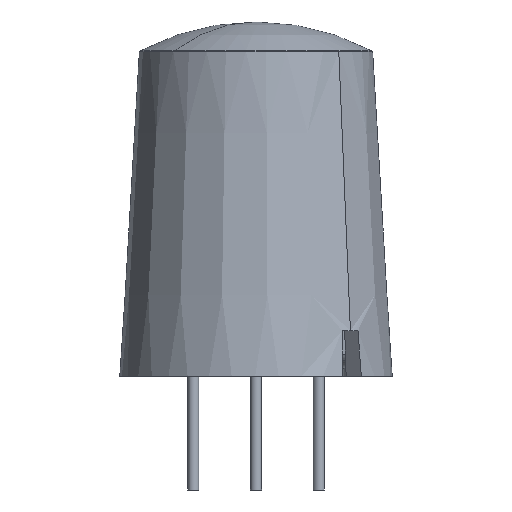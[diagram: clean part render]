
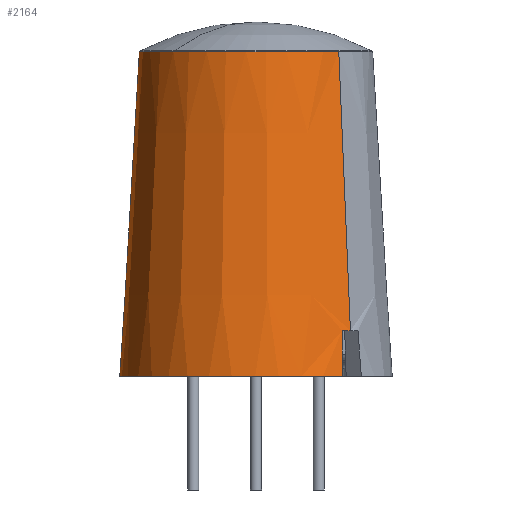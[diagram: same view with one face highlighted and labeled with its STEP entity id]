
A CAD part, left-side view. The second image highlights one B-rep face of the part: STEP entity #2164.
In plain terms, the highlighted conical face has half-angle 3.372 degrees and reference radius 4.74 mm.
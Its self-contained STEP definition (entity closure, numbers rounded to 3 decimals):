
#9 = B_SPLINE_CURVE_WITH_KNOTS ( 'NONE', 3,
 ( #7774, #13839, #13924, #6418 ),
 .UNSPECIFIED., .F., .F.,
 ( 4, 4 ),
 ( 0., 0.002 ),
 .UNSPECIFIED. ) ;
#15 = EDGE_CURVE ( 'NONE', #609, #2519, #10228, .T. ) ;
#253 = ORIENTED_EDGE ( 'NONE', *, *, #15357, .F. ) ;
#405 = DIRECTION ( 'NONE',  ( 0., 0., 1. ) ) ;
#532 = VERTEX_POINT ( 'NONE', #11752 ) ;
#609 = VERTEX_POINT ( 'NONE', #1946 ) ;
#976 = AXIS2_PLACEMENT_3D ( 'NONE', #3986, #5214, #13872 ) ;
#1946 = CARTESIAN_POINT ( 'NONE',  ( 3.823, 3.823, 0.95 ) ) ;
#1995 = ORIENTED_EDGE ( 'NONE', *, *, #4273, .F. ) ;
#2010 = CARTESIAN_POINT ( 'NONE',  ( 3.495, 4.266, -0.9 ) ) ;
#2164 = ADVANCED_FACE ( 'NONE', ( #6781 ), #6559, .T. ) ;
#2298 = EDGE_CURVE ( 'NONE', #11557, #609, #6662, .T. ) ;
#2382 = AXIS2_PLACEMENT_3D ( 'NONE', #6457, #12668, #10318 ) ;
#2410 = CARTESIAN_POINT ( 'NONE',  ( 3.494, 4.22, -0.283 ) ) ;
#2445 = AXIS2_PLACEMENT_3D ( 'NONE', #6620, #405, #5388 ) ;
#2519 = VERTEX_POINT ( 'NONE', #12995 ) ;
#2567 = CARTESIAN_POINT ( 'NONE',  ( 3.493, 4.174, 0.333 ) ) ;
#2704 = CIRCLE ( 'NONE', #14881, 5.515 ) ;
#2753 = DIRECTION ( 'NONE',  ( 0.707, 0.707, 0. ) ) ;
#2915 = CARTESIAN_POINT ( 'NONE',  ( 3.352, 3.352, 12.255 ) ) ;
#3986 = CARTESIAN_POINT ( 'NONE',  ( 0., 0., 12.255 ) ) ;
#4180 = EDGE_CURVE ( 'NONE', #7666, #2519, #5873, .T. ) ;
#4273 = EDGE_CURVE ( 'NONE', #6446, #8672, #9, .T. ) ;
#4369 = EDGE_LOOP ( 'NONE', ( #253, #8320, #12709, #7446, #8421, #1995, #12298, #12527 ) ) ;
#5086 = EDGE_CURVE ( 'NONE', #532, #15480, #10775, .T. ) ;
#5214 = DIRECTION ( 'NONE',  ( 0., 0., 1. ) ) ;
#5388 = DIRECTION ( 'NONE',  ( -0.707, -0.707, 0. ) ) ;
#5398 = CARTESIAN_POINT ( 'NONE',  ( -4.266, -3.495, -0.9 ) ) ;
#5449 = CIRCLE ( 'NONE', #8030, 5.406 ) ;
#5873 = B_SPLINE_CURVE_WITH_KNOTS ( 'NONE', 3,
 ( #6024, #2410, #2567, #7530 ),
 .UNSPECIFIED., .F., .F.,
 ( 4, 4 ),
 ( 0., 0.002 ),
 .UNSPECIFIED. ) ;
#6024 = CARTESIAN_POINT ( 'NONE',  ( 3.495, 4.266, -0.9 ) ) ;
#6418 = CARTESIAN_POINT ( 'NONE',  ( -4.266, -3.495, -0.9 ) ) ;
#6446 = VERTEX_POINT ( 'NONE', #9518 ) ;
#6457 = CARTESIAN_POINT ( 'NONE',  ( 0., 0., 12.255 ) ) ;
#6559 = CONICAL_SURFACE ( 'NONE', #2382, 4.74, 0.059 ) ;
#6620 = CARTESIAN_POINT ( 'NONE',  ( 0., 0., 0.95 ) ) ;
#6662 = LINE ( 'NONE', #2915, #10156 ) ;
#6781 = FACE_OUTER_BOUND ( 'NONE', #4369, .T. ) ;
#7446 = ORIENTED_EDGE ( 'NONE', *, *, #4180, .F. ) ;
#7530 = CARTESIAN_POINT ( 'NONE',  ( 3.491, 4.128, 0.95 ) ) ;
#7666 = VERTEX_POINT ( 'NONE', #2010 ) ;
#7774 = CARTESIAN_POINT ( 'NONE',  ( -4.128, -3.491, 0.95 ) ) ;
#8030 = AXIS2_PLACEMENT_3D ( 'NONE', #10535, #14276, #13043 ) ;
#8320 = ORIENTED_EDGE ( 'NONE', *, *, #2298, .T. ) ;
#8421 = ORIENTED_EDGE ( 'NONE', *, *, #8753, .T. ) ;
#8672 = VERTEX_POINT ( 'NONE', #5398 ) ;
#8753 = EDGE_CURVE ( 'NONE', #7666, #8672, #2704, .T. ) ;
#9017 = DIRECTION ( 'NONE',  ( 0., 0., 1. ) ) ;
#9518 = CARTESIAN_POINT ( 'NONE',  ( -4.128, -3.491, 0.95 ) ) ;
#9571 = CIRCLE ( 'NONE', #976, 4.74 ) ;
#10156 = VECTOR ( 'NONE', #15239, 1000. ) ;
#10228 = CIRCLE ( 'NONE', #2445, 5.406 ) ;
#10318 = DIRECTION ( 'NONE',  ( -0.707, -0.707, 0. ) ) ;
#10535 = CARTESIAN_POINT ( 'NONE',  ( 0., 0., 0.95 ) ) ;
#10775 = LINE ( 'NONE', #14684, #14897 ) ;
#11557 = VERTEX_POINT ( 'NONE', #11657 ) ;
#11657 = CARTESIAN_POINT ( 'NONE',  ( 3.352, 3.352, 12.255 ) ) ;
#11752 = CARTESIAN_POINT ( 'NONE',  ( -3.352, -3.352, 12.255 ) ) ;
#12298 = ORIENTED_EDGE ( 'NONE', *, *, #14787, .T. ) ;
#12527 = ORIENTED_EDGE ( 'NONE', *, *, #5086, .F. ) ;
#12668 = DIRECTION ( 'NONE',  ( 0., 0., -1. ) ) ;
#12709 = ORIENTED_EDGE ( 'NONE', *, *, #15, .T. ) ;
#12995 = CARTESIAN_POINT ( 'NONE',  ( 3.491, 4.128, 0.95 ) ) ;
#13043 = DIRECTION ( 'NONE',  ( -0.707, -0.707, 0. ) ) ;
#13398 = CARTESIAN_POINT ( 'NONE',  ( 0., 0., -0.9 ) ) ;
#13839 = CARTESIAN_POINT ( 'NONE',  ( -4.174, -3.493, 0.333 ) ) ;
#13872 = DIRECTION ( 'NONE',  ( 0.707, 0.707, 0. ) ) ;
#13924 = CARTESIAN_POINT ( 'NONE',  ( -4.22, -3.494, -0.283 ) ) ;
#14276 = DIRECTION ( 'NONE',  ( 0., 0., 1. ) ) ;
#14523 = DIRECTION ( 'NONE',  ( -0.042, -0.042, -0.998 ) ) ;
#14612 = CARTESIAN_POINT ( 'NONE',  ( -3.823, -3.823, 0.95 ) ) ;
#14684 = CARTESIAN_POINT ( 'NONE',  ( -3.352, -3.352, 12.255 ) ) ;
#14787 = EDGE_CURVE ( 'NONE', #6446, #15480, #5449, .T. ) ;
#14881 = AXIS2_PLACEMENT_3D ( 'NONE', #13398, #9017, #2753 ) ;
#14897 = VECTOR ( 'NONE', #14523, 1000. ) ;
#15239 = DIRECTION ( 'NONE',  ( 0.042, 0.042, -0.998 ) ) ;
#15357 = EDGE_CURVE ( 'NONE', #11557, #532, #9571, .T. ) ;
#15480 = VERTEX_POINT ( 'NONE', #14612 ) ;
